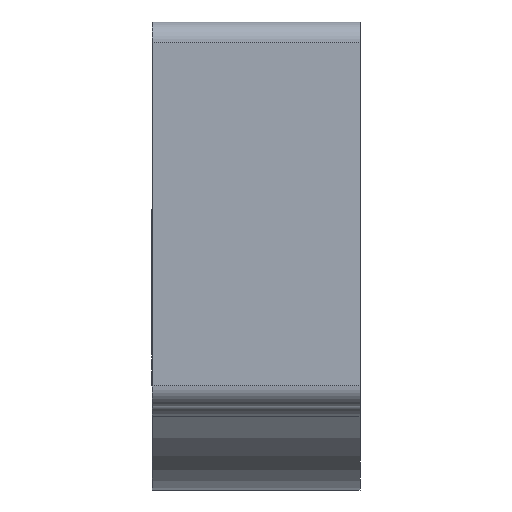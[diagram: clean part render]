
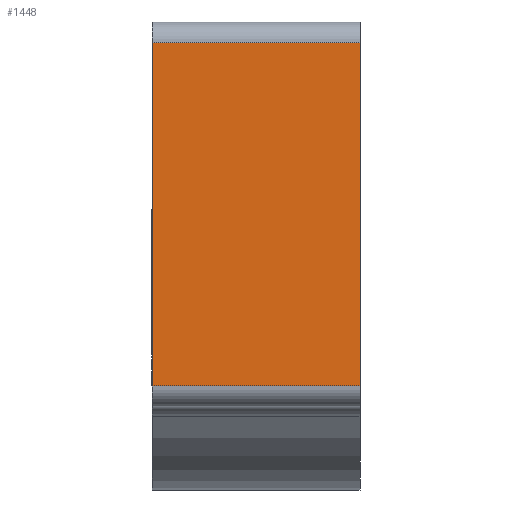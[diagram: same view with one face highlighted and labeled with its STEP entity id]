
A CAD part, left-side view. The second image highlights one B-rep face of the part: STEP entity #1448.
In plain terms, the highlighted planar face has unit normal (-1, 0, 0).
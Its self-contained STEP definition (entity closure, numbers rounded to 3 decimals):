
#1 = VECTOR ( 'NONE', #1156, 1000. ) ;
#31 = LINE ( 'NONE', #202, #1 ) ;
#53 = PLANE ( 'NONE',  #495 ) ;
#71 = EDGE_LOOP ( 'NONE', ( #830, #335, #1175, #953 ) ) ;
#132 = EDGE_CURVE ( 'NONE', #582, #1474, #31, .T. ) ;
#202 = CARTESIAN_POINT ( 'NONE',  ( -32.5, 20., -5. ) ) ;
#280 = EDGE_CURVE ( 'NONE', #463, #991, #676, .T. ) ;
#294 = VECTOR ( 'NONE', #1082, 1000. ) ;
#335 = ORIENTED_EDGE ( 'NONE', *, *, #132, .T. ) ;
#418 = CARTESIAN_POINT ( 'NONE',  ( -32.5, 20., -5. ) ) ;
#428 = VECTOR ( 'NONE', #478, 1000. ) ;
#463 = VERTEX_POINT ( 'NONE', #990 ) ;
#469 = VECTOR ( 'NONE', #1126, 1000. ) ;
#478 = DIRECTION ( 'NONE',  ( 0., 1., 0. ) ) ;
#495 = AXIS2_PLACEMENT_3D ( 'NONE', #1436, #999, #1359 ) ;
#518 = CARTESIAN_POINT ( 'NONE',  ( -32.5, 20., 28. ) ) ;
#582 = VERTEX_POINT ( 'NONE', #418 ) ;
#612 = LINE ( 'NONE', #737, #294 ) ;
#676 = LINE ( 'NONE', #1286, #428 ) ;
#737 = CARTESIAN_POINT ( 'NONE',  ( -32.5, 0., -30. ) ) ;
#769 = FACE_OUTER_BOUND ( 'NONE', #71, .T. ) ;
#787 = LINE ( 'NONE', #1339, #469 ) ;
#830 = ORIENTED_EDGE ( 'NONE', *, *, #1012, .F. ) ;
#869 = CARTESIAN_POINT ( 'NONE',  ( -32.5, 0., -5. ) ) ;
#953 = ORIENTED_EDGE ( 'NONE', *, *, #280, .T. ) ;
#990 = CARTESIAN_POINT ( 'NONE',  ( -32.5, 0., 28. ) ) ;
#991 = VERTEX_POINT ( 'NONE', #518 ) ;
#999 = DIRECTION ( 'NONE',  ( 1., 0., 0. ) ) ;
#1012 = EDGE_CURVE ( 'NONE', #582, #991, #787, .T. ) ;
#1082 = DIRECTION ( 'NONE',  ( 0., 0., 1. ) ) ;
#1126 = DIRECTION ( 'NONE',  ( 0., 0., 1. ) ) ;
#1156 = DIRECTION ( 'NONE',  ( 0., -1., 0. ) ) ;
#1175 = ORIENTED_EDGE ( 'NONE', *, *, #1429, .T. ) ;
#1286 = CARTESIAN_POINT ( 'NONE',  ( -32.5, 20., 28. ) ) ;
#1339 = CARTESIAN_POINT ( 'NONE',  ( -32.5, 20., -30. ) ) ;
#1359 = DIRECTION ( 'NONE',  ( 0., 0., -1. ) ) ;
#1429 = EDGE_CURVE ( 'NONE', #1474, #463, #612, .T. ) ;
#1436 = CARTESIAN_POINT ( 'NONE',  ( -32.5, 20., -30. ) ) ;
#1448 = ADVANCED_FACE ( 'NONE', ( #769 ), #53, .F. ) ;
#1474 = VERTEX_POINT ( 'NONE', #869 ) ;
